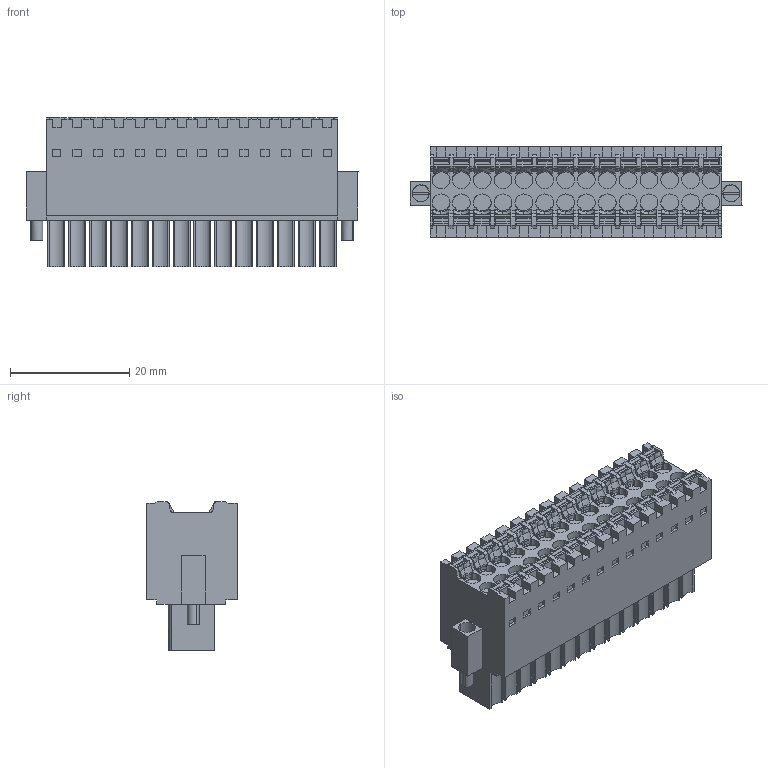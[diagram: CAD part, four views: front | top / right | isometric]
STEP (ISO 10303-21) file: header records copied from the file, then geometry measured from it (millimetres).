
FILE_DESCRIPTION(('CATIA V5 STEP','CAx-IF Rec.Pracs.--- Model Styling and Organization---1.4--- 2014-01-23'),'2;1');
FILE_NAME ('D1450465_1', '2023-08-22T06:45:57+00:00', ('none'), ('Weidmueller'), 'CATIA Version 5-6 Release 2016 SP3 HF44', 'CATIA V5 STEP AP214', 'none');
FILE_SCHEMA(('AUTOMOTIVE_DESIGN { 1 0 10303 214 1 1 1 1 }'));
Products named in the file (1): 1277810000
Bounding box: 55.75 x 15.2 x 25.05 mm (x, y, z)
Volume: 13819.6 mm3; surface area: 8967.4 mm2
Topology: 31 solids, 31 shells, 1896 faces, 5503 edges, 3743 vertices
Faces by surface type: plane 1232, cylinder 242, torus 167, extrusion 143, cone 56, bspline 56
Entity records: 64842 total; most frequent: CARTESIAN_POINT 20142, ORIENTED_EDGE 11006, DIRECTION 6352, EDGE_CURVE 5503, VECTOR 4030, LINE 3887, VERTEX_POINT 3743, EDGE_LOOP 1974
